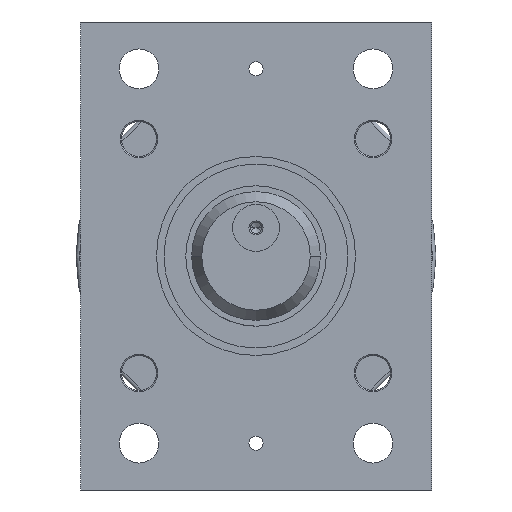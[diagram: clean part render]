
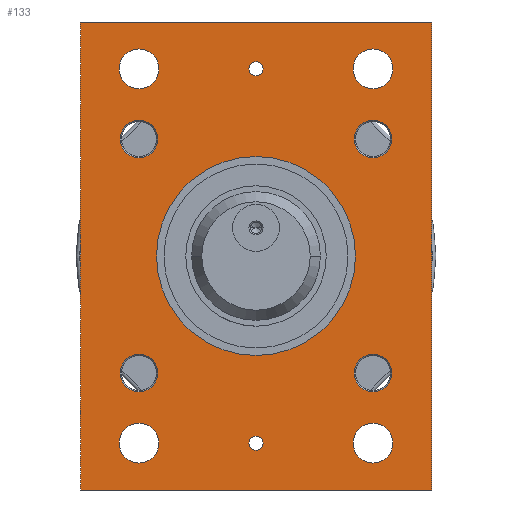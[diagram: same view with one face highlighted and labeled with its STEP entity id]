
A CAD part, left-side view. The second image highlights one B-rep face of the part: STEP entity #133.
In plain terms, the highlighted planar face has unit normal (-1, 0, 0).
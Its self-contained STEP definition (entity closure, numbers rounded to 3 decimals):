
#133=ADVANCED_FACE('',(#358,#359,#360,#361,#362,#363,#364,#365,#366,#367,#368,#369),#370,.F.);
#358=FACE_BOUND('',#646,.T.);
#359=FACE_BOUND('',#647,.T.);
#360=FACE_BOUND('',#648,.T.);
#361=FACE_BOUND('',#649,.T.);
#362=FACE_BOUND('',#650,.T.);
#363=FACE_BOUND('',#651,.T.);
#364=FACE_BOUND('',#652,.T.);
#365=FACE_BOUND('',#653,.T.);
#366=FACE_BOUND('',#654,.T.);
#367=FACE_BOUND('',#655,.T.);
#368=FACE_BOUND('',#656,.T.);
#369=FACE_OUTER_BOUND('',#657,.T.);
#370=PLANE('',#658);
#646=EDGE_LOOP('',(#1425,#1426));
#647=EDGE_LOOP('',(#1427,#1428));
#648=EDGE_LOOP('',(#1429,#1430));
#649=EDGE_LOOP('',(#1431,#1432));
#650=EDGE_LOOP('',(#1433,#1434));
#651=EDGE_LOOP('',(#1435,#1436));
#652=EDGE_LOOP('',(#1437,#1438));
#653=EDGE_LOOP('',(#1439,#1440));
#654=EDGE_LOOP('',(#1441,#1442));
#655=EDGE_LOOP('',(#1443,#1444));
#656=EDGE_LOOP('',(#1445,#1446));
#657=EDGE_LOOP('',(#1447,#1448,#1449,#1450));
#658=AXIS2_PLACEMENT_3D('',#1451,#1452,#1453);
#1425=ORIENTED_EDGE('',*,*,#1884,.T.);
#1426=ORIENTED_EDGE('',*,*,#1980,.T.);
#1427=ORIENTED_EDGE('',*,*,#1873,.T.);
#1428=ORIENTED_EDGE('',*,*,#1982,.T.);
#1429=ORIENTED_EDGE('',*,*,#1862,.T.);
#1430=ORIENTED_EDGE('',*,*,#1984,.T.);
#1431=ORIENTED_EDGE('',*,*,#1851,.T.);
#1432=ORIENTED_EDGE('',*,*,#1986,.T.);
#1433=ORIENTED_EDGE('',*,*,#1988,.T.);
#1434=ORIENTED_EDGE('',*,*,#1844,.T.);
#1435=ORIENTED_EDGE('',*,*,#1989,.T.);
#1436=ORIENTED_EDGE('',*,*,#1840,.T.);
#1437=ORIENTED_EDGE('',*,*,#1990,.T.);
#1438=ORIENTED_EDGE('',*,*,#1833,.T.);
#1439=ORIENTED_EDGE('',*,*,#1991,.T.);
#1440=ORIENTED_EDGE('',*,*,#1826,.T.);
#1441=ORIENTED_EDGE('',*,*,#1992,.T.);
#1442=ORIENTED_EDGE('',*,*,#1822,.T.);
#1443=ORIENTED_EDGE('',*,*,#1993,.T.);
#1444=ORIENTED_EDGE('',*,*,#1815,.T.);
#1445=ORIENTED_EDGE('',*,*,#1996,.T.);
#1446=ORIENTED_EDGE('',*,*,#1804,.T.);
#1447=ORIENTED_EDGE('',*,*,#1998,.T.);
#1448=ORIENTED_EDGE('',*,*,#1999,.T.);
#1449=ORIENTED_EDGE('',*,*,#2000,.T.);
#1450=ORIENTED_EDGE('',*,*,#2001,.T.);
#1451=CARTESIAN_POINT('',(-20.0,0.0,0.0));
#1452=DIRECTION('',(1.0,0.0,0.));
#1453=DIRECTION('',(0.,0.0,-1.0));
#1804=EDGE_CURVE('',#2198,#2202,#2204,.T.);
#1815=EDGE_CURVE('',#2214,#2224,#2226,.T.);
#1822=EDGE_CURVE('',#2228,#2238,#2240,.T.);
#1826=EDGE_CURVE('',#2248,#2246,#2249,.T.);
#1833=EDGE_CURVE('',#2262,#2260,#2263,.T.);
#1840=EDGE_CURVE('',#2270,#2274,#2276,.T.);
#1844=EDGE_CURVE('',#2278,#2282,#2284,.T.);
#1851=EDGE_CURVE('',#2293,#2295,#2297,.T.);
#1862=EDGE_CURVE('',#2312,#2314,#2316,.T.);
#1873=EDGE_CURVE('',#2331,#2333,#2335,.T.);
#1884=EDGE_CURVE('',#2350,#2352,#2354,.T.);
#1980=EDGE_CURVE('',#2352,#2350,#2498,.T.);
#1982=EDGE_CURVE('',#2333,#2331,#2500,.T.);
#1984=EDGE_CURVE('',#2314,#2312,#2502,.T.);
#1986=EDGE_CURVE('',#2295,#2293,#2504,.T.);
#1988=EDGE_CURVE('',#2282,#2278,#2506,.T.);
#1989=EDGE_CURVE('',#2274,#2270,#2507,.T.);
#1990=EDGE_CURVE('',#2260,#2262,#2508,.T.);
#1991=EDGE_CURVE('',#2246,#2248,#2509,.T.);
#1992=EDGE_CURVE('',#2238,#2228,#2510,.T.);
#1993=EDGE_CURVE('',#2224,#2214,#2511,.T.);
#1996=EDGE_CURVE('',#2202,#2198,#2514,.T.);
#1998=EDGE_CURVE('',#2516,#2517,#2518,.T.);
#1999=EDGE_CURVE('',#2517,#2519,#2520,.T.);
#2000=EDGE_CURVE('',#2519,#2521,#2522,.T.);
#2001=EDGE_CURVE('',#2521,#2516,#2523,.T.);
#2198=VERTEX_POINT('',#2735);
#2202=VERTEX_POINT('',#2740);
#2204=CIRCLE('',#2743,42.5);
#2214=VERTEX_POINT('',#2755);
#2224=VERTEX_POINT('',#2801);
#2226=CIRCLE('',#2804,8.5);
#2228=VERTEX_POINT('',#2806);
#2238=VERTEX_POINT('',#2852);
#2240=CIRCLE('',#2855,8.5);
#2246=VERTEX_POINT('',#2862);
#2248=VERTEX_POINT('',#2865);
#2249=CIRCLE('',#2866,8.5);
#2260=VERTEX_POINT('',#2913);
#2262=VERTEX_POINT('',#2916);
#2263=CIRCLE('',#2917,8.5);
#2270=VERTEX_POINT('',#2959);
#2274=VERTEX_POINT('',#2964);
#2276=CIRCLE('',#2967,3.0);
#2278=VERTEX_POINT('',#2969);
#2282=VERTEX_POINT('',#2974);
#2284=CIRCLE('',#2977,3.0);
#2293=VERTEX_POINT('',#2988);
#2295=VERTEX_POINT('',#2991);
#2297=CIRCLE('',#2994,8.0);
#2312=VERTEX_POINT('',#3013);
#2314=VERTEX_POINT('',#3016);
#2316=CIRCLE('',#3019,8.0);
#2331=VERTEX_POINT('',#3038);
#2333=VERTEX_POINT('',#3041);
#2335=CIRCLE('',#3044,8.0);
#2350=VERTEX_POINT('',#3063);
#2352=VERTEX_POINT('',#3066);
#2354=CIRCLE('',#3069,8.0);
#2498=CIRCLE('',#3450,8.0);
#2500=CIRCLE('',#3452,8.0);
#2502=CIRCLE('',#3454,8.0);
#2504=CIRCLE('',#3456,8.0);
#2506=CIRCLE('',#3458,3.0);
#2507=CIRCLE('',#3459,3.0);
#2508=CIRCLE('',#3460,8.5);
#2509=CIRCLE('',#3461,8.5);
#2510=CIRCLE('',#3462,8.5);
#2511=CIRCLE('',#3463,8.5);
#2514=CIRCLE('',#3466,42.5);
#2516=VERTEX_POINT('',#3468);
#2517=VERTEX_POINT('',#3469);
#2518=LINE('',#3470,#3471);
#2519=VERTEX_POINT('',#3472);
#2520=LINE('',#3473,#3474);
#2521=VERTEX_POINT('',#3475);
#2522=LINE('',#3476,#3477);
#2523=LINE('',#3478,#3479);
#2735=CARTESIAN_POINT('',(-20.0,0.,-42.5));
#2740=CARTESIAN_POINT('',(-20.0,0.,42.5));
#2743=AXIS2_PLACEMENT_3D('',#3916,#3917,#3918);
#2755=CARTESIAN_POINT('',(-20.0,-50.0,71.5));
#2801=CARTESIAN_POINT('',(-20.0,-50.0,88.5));
#2804=AXIS2_PLACEMENT_3D('',#3933,#3934,#3935);
#2806=CARTESIAN_POINT('',(-20.0,50.0,71.5));
#2852=CARTESIAN_POINT('',(-20.0,50.0,88.5));
#2855=AXIS2_PLACEMENT_3D('',#3942,#3943,#3944);
#2862=CARTESIAN_POINT('',(-20.0,-50.0,-71.5));
#2865=CARTESIAN_POINT('',(-20.0,-50.0,-88.5));
#2866=AXIS2_PLACEMENT_3D('',#3950,#3951,#3952);
#2913=CARTESIAN_POINT('',(-20.0,50.0,-71.5));
#2916=CARTESIAN_POINT('',(-20.0,50.0,-88.5));
#2917=AXIS2_PLACEMENT_3D('',#3959,#3960,#3961);
#2959=CARTESIAN_POINT('',(-20.0,0.,77.0));
#2964=CARTESIAN_POINT('',(-20.0,0.,83.0));
#2967=AXIS2_PLACEMENT_3D('',#3968,#3969,#3970);
#2969=CARTESIAN_POINT('',(-20.0,0.,-83.0));
#2974=CARTESIAN_POINT('',(-20.0,0.,-77.0));
#2977=AXIS2_PLACEMENT_3D('',#3976,#3977,#3978);
#2988=CARTESIAN_POINT('',(-20.0,-42.0,50.0));
#2991=CARTESIAN_POINT('',(-20.0,-58.0,50.0));
#2994=AXIS2_PLACEMENT_3D('',#3989,#3990,#3991);
#3013=CARTESIAN_POINT('',(-20.0,58.0,50.0));
#3016=CARTESIAN_POINT('',(-20.0,42.0,50.0));
#3019=AXIS2_PLACEMENT_3D('',#4010,#4011,#4012);
#3038=CARTESIAN_POINT('',(-20.0,-42.0,-50.0));
#3041=CARTESIAN_POINT('',(-20.0,-58.0,-50.0));
#3044=AXIS2_PLACEMENT_3D('',#4031,#4032,#4033);
#3063=CARTESIAN_POINT('',(-20.0,58.0,-50.0));
#3066=CARTESIAN_POINT('',(-20.0,42.0,-50.0));
#3069=AXIS2_PLACEMENT_3D('',#4052,#4053,#4054);
#3450=AXIS2_PLACEMENT_3D('',#4240,#4241,#4242);
#3452=AXIS2_PLACEMENT_3D('',#4246,#4247,#4248);
#3454=AXIS2_PLACEMENT_3D('',#4252,#4253,#4254);
#3456=AXIS2_PLACEMENT_3D('',#4258,#4259,#4260);
#3458=AXIS2_PLACEMENT_3D('',#4264,#4265,#4266);
#3459=AXIS2_PLACEMENT_3D('',#4267,#4268,#4269);
#3460=AXIS2_PLACEMENT_3D('',#4270,#4271,#4272);
#3461=AXIS2_PLACEMENT_3D('',#4273,#4274,#4275);
#3462=AXIS2_PLACEMENT_3D('',#4276,#4277,#4278);
#3463=AXIS2_PLACEMENT_3D('',#4279,#4280,#4281);
#3466=AXIS2_PLACEMENT_3D('',#4288,#4289,#4290);
#3468=CARTESIAN_POINT('',(-20.0,75.0,-100.0));
#3469=CARTESIAN_POINT('',(-20.0,-75.0,-100.0));
#3470=CARTESIAN_POINT('',(-20.0,0.0,-100.0));
#3471=VECTOR('',#4294,1.0);
#3472=CARTESIAN_POINT('',(-20.0,-75.0,100.0));
#3473=CARTESIAN_POINT('',(-20.0,-75.0,0.0));
#3474=VECTOR('',#4295,1.0);
#3475=CARTESIAN_POINT('',(-20.0,75.0,100.0));
#3476=CARTESIAN_POINT('',(-20.0,0.0,100.0));
#3477=VECTOR('',#4296,1.0);
#3478=CARTESIAN_POINT('',(-20.0,75.0,0.0));
#3479=VECTOR('',#4297,1.0);
#3916=CARTESIAN_POINT('',(-20.0,0.0,0.0));
#3917=DIRECTION('',(1.0,0.0,0.));
#3918=DIRECTION('',(0.,0.0,-1.0));
#3933=CARTESIAN_POINT('',(-20.0,-50.0,80.0));
#3934=DIRECTION('',(1.0,0.0,0.));
#3935=DIRECTION('',(0.,0.0,-1.0));
#3942=CARTESIAN_POINT('',(-20.0,50.0,80.0));
#3943=DIRECTION('',(1.0,0.0,0.));
#3944=DIRECTION('',(0.,0.0,-1.0));
#3950=CARTESIAN_POINT('',(-20.0,-50.0,-80.0));
#3951=DIRECTION('',(1.0,0.0,0.));
#3952=DIRECTION('',(0.,0.0,-1.0));
#3959=CARTESIAN_POINT('',(-20.0,50.0,-80.0));
#3960=DIRECTION('',(1.0,0.0,0.));
#3961=DIRECTION('',(0.,0.0,-1.0));
#3968=CARTESIAN_POINT('',(-20.0,0.0,80.0));
#3969=DIRECTION('',(1.0,0.0,0.));
#3970=DIRECTION('',(0.,0.0,-1.0));
#3976=CARTESIAN_POINT('',(-20.0,0.0,-80.0));
#3977=DIRECTION('',(1.0,0.0,0.));
#3978=DIRECTION('',(0.,0.0,-1.0));
#3989=CARTESIAN_POINT('',(-20.0,-50.0,50.0));
#3990=DIRECTION('',(1.0,-0.0,0.));
#3991=DIRECTION('',(0.0,1.0,0.0));
#4010=CARTESIAN_POINT('',(-20.0,50.0,50.0));
#4011=DIRECTION('',(1.0,-0.0,0.));
#4012=DIRECTION('',(0.0,1.0,0.0));
#4031=CARTESIAN_POINT('',(-20.0,-50.0,-50.0));
#4032=DIRECTION('',(1.0,-0.0,0.));
#4033=DIRECTION('',(0.0,1.0,0.0));
#4052=CARTESIAN_POINT('',(-20.0,50.0,-50.0));
#4053=DIRECTION('',(1.0,-0.0,0.));
#4054=DIRECTION('',(0.0,1.0,0.0));
#4240=CARTESIAN_POINT('',(-20.0,50.0,-50.0));
#4241=DIRECTION('',(1.0,-0.0,0.));
#4242=DIRECTION('',(0.0,1.0,0.0));
#4246=CARTESIAN_POINT('',(-20.0,-50.0,-50.0));
#4247=DIRECTION('',(1.0,-0.0,0.));
#4248=DIRECTION('',(0.0,1.0,0.0));
#4252=CARTESIAN_POINT('',(-20.0,50.0,50.0));
#4253=DIRECTION('',(1.0,-0.0,0.));
#4254=DIRECTION('',(0.0,1.0,0.0));
#4258=CARTESIAN_POINT('',(-20.0,-50.0,50.0));
#4259=DIRECTION('',(1.0,-0.0,0.));
#4260=DIRECTION('',(0.0,1.0,0.0));
#4264=CARTESIAN_POINT('',(-20.0,0.0,-80.0));
#4265=DIRECTION('',(1.0,0.0,0.));
#4266=DIRECTION('',(0.,0.0,-1.0));
#4267=CARTESIAN_POINT('',(-20.0,0.0,80.0));
#4268=DIRECTION('',(1.0,0.0,0.));
#4269=DIRECTION('',(0.,0.0,-1.0));
#4270=CARTESIAN_POINT('',(-20.0,50.0,-80.0));
#4271=DIRECTION('',(1.0,0.0,0.));
#4272=DIRECTION('',(0.,0.0,-1.0));
#4273=CARTESIAN_POINT('',(-20.0,-50.0,-80.0));
#4274=DIRECTION('',(1.0,0.0,0.));
#4275=DIRECTION('',(0.,0.0,-1.0));
#4276=CARTESIAN_POINT('',(-20.0,50.0,80.0));
#4277=DIRECTION('',(1.0,0.0,0.));
#4278=DIRECTION('',(0.,0.0,-1.0));
#4279=CARTESIAN_POINT('',(-20.0,-50.0,80.0));
#4280=DIRECTION('',(1.0,0.0,0.));
#4281=DIRECTION('',(0.,0.0,-1.0));
#4288=CARTESIAN_POINT('',(-20.0,0.0,0.0));
#4289=DIRECTION('',(1.0,0.0,0.));
#4290=DIRECTION('',(0.,0.0,-1.0));
#4294=DIRECTION('',(0.0,-1.0,0.0));
#4295=DIRECTION('',(0.,0.0,1.0));
#4296=DIRECTION('',(0.0,1.0,0.0));
#4297=DIRECTION('',(0.,0.0,-1.0));
